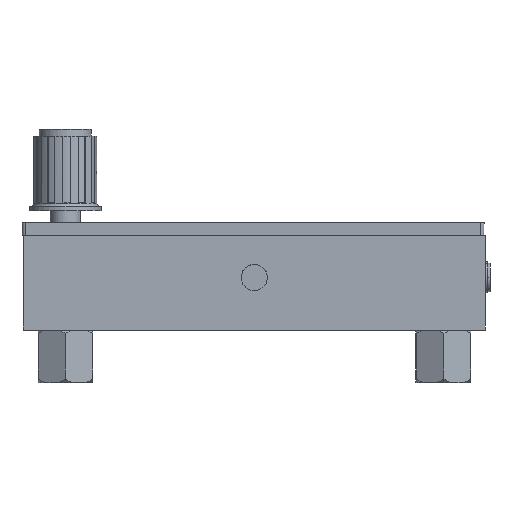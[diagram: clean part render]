
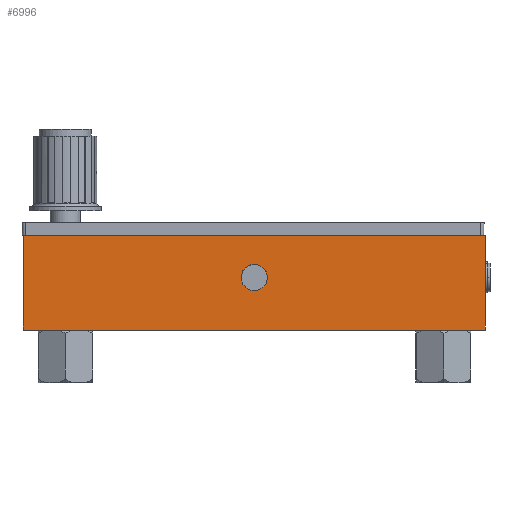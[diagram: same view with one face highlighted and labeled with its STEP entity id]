
A CAD part, left-side view. The second image highlights one B-rep face of the part: STEP entity #6996.
In plain terms, the highlighted planar face has unit normal (-1, 0, 0).
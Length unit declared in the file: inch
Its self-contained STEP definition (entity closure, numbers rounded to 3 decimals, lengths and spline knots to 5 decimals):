
#559 = ORIENTED_EDGE ( 'NONE', *, *, #6475, .T. ) ;
#868 = EDGE_LOOP ( 'NONE', ( #13255, #559 ) ) ;
#876 = ORIENTED_EDGE ( 'NONE', *, *, #3192, .F. ) ;
#898 = LINE ( 'NONE', #7960, #1505 ) ;
#1314 = VERTEX_POINT ( 'NONE', #3918 ) ;
#1505 = VECTOR ( 'NONE', #6613, 39.37008 ) ;
#1739 = PLANE ( 'NONE',  #8275 ) ;
#1783 = DIRECTION ( 'NONE',  ( 1., 0., 0. ) ) ;
#2059 = EDGE_CURVE ( 'NONE', #9224, #13779, #898, .T. ) ;
#2210 = CARTESIAN_POINT ( 'NONE',  ( -0.625, -2.75, -0.15625 ) ) ;
#3192 = EDGE_CURVE ( 'NONE', #13381, #13779, #16580, .T. ) ;
#3918 = CARTESIAN_POINT ( 'NONE',  ( -0.625, 0., -0.625 ) ) ;
#4134 = VECTOR ( 'NONE', #5096, 39.37008 ) ;
#4406 = ORIENTED_EDGE ( 'NONE', *, *, #14866, .F. ) ;
#4646 = LINE ( 'NONE', #16728, #10036 ) ;
#4736 = ORIENTED_EDGE ( 'NONE', *, *, #2059, .T. ) ;
#4780 = CARTESIAN_POINT ( 'NONE',  ( -0.625, -2.75, 0. ) ) ;
#5006 = AXIS2_PLACEMENT_3D ( 'NONE', #4780, #13967, #7676 ) ;
#5096 = DIRECTION ( 'NONE',  ( 0., -1., 0. ) ) ;
#5677 = CARTESIAN_POINT ( 'NONE',  ( -0.625, 0., -0.625 ) ) ;
#6475 = EDGE_CURVE ( 'NONE', #16493, #13078, #12319, .T. ) ;
#6613 = DIRECTION ( 'NONE',  ( 0., 0., 1. ) ) ;
#6996 = ADVANCED_FACE ( 'NONE', ( #13740, #11093 ), #1739, .F. ) ;
#7001 = DIRECTION ( 'NONE',  ( 0., -1., 0. ) ) ;
#7009 = DIRECTION ( 'NONE',  ( 0., 0., -1. ) ) ;
#7041 = EDGE_LOOP ( 'NONE', ( #4736, #876, #4406, #8724 ) ) ;
#7676 = DIRECTION ( 'NONE',  ( 0., 0., -1. ) ) ;
#7960 = CARTESIAN_POINT ( 'NONE',  ( -0.625, -5.5, -0.625 ) ) ;
#8015 = EDGE_CURVE ( 'NONE', #1314, #9224, #8184, .T. ) ;
#8184 = LINE ( 'NONE', #13446, #15891 ) ;
#8275 = AXIS2_PLACEMENT_3D ( 'NONE', #5677, #8301, #12205 ) ;
#8301 = DIRECTION ( 'NONE',  ( 1., 0., 0. ) ) ;
#8425 = AXIS2_PLACEMENT_3D ( 'NONE', #13454, #1783, #7009 ) ;
#8724 = ORIENTED_EDGE ( 'NONE', *, *, #8015, .T. ) ;
#9224 = VERTEX_POINT ( 'NONE', #12597 ) ;
#9928 = CARTESIAN_POINT ( 'NONE',  ( -0.625, -5.5, 0.5 ) ) ;
#9944 = CARTESIAN_POINT ( 'NONE',  ( -0.625, 0., 0.5 ) ) ;
#10036 = VECTOR ( 'NONE', #11445, 39.37008 ) ;
#10213 = EDGE_CURVE ( 'NONE', #13078, #16493, #13864, .T. ) ;
#11093 = FACE_OUTER_BOUND ( 'NONE', #7041, .T. ) ;
#11445 = DIRECTION ( 'NONE',  ( 0., 0., 1. ) ) ;
#12205 = DIRECTION ( 'NONE',  ( 0., 0., -1. ) ) ;
#12319 = CIRCLE ( 'NONE', #5006, 0.15625 ) ;
#12597 = CARTESIAN_POINT ( 'NONE',  ( -0.625, -5.5, -0.625 ) ) ;
#13078 = VERTEX_POINT ( 'NONE', #2210 ) ;
#13255 = ORIENTED_EDGE ( 'NONE', *, *, #10213, .T. ) ;
#13381 = VERTEX_POINT ( 'NONE', #9944 ) ;
#13446 = CARTESIAN_POINT ( 'NONE',  ( -0.625, 0., -0.625 ) ) ;
#13454 = CARTESIAN_POINT ( 'NONE',  ( -0.625, -2.75, 0. ) ) ;
#13740 = FACE_BOUND ( 'NONE', #868, .T. ) ;
#13779 = VERTEX_POINT ( 'NONE', #9928 ) ;
#13806 = CARTESIAN_POINT ( 'NONE',  ( -0.625, -2.75, 0.15625 ) ) ;
#13864 = CIRCLE ( 'NONE', #8425, 0.15625 ) ;
#13967 = DIRECTION ( 'NONE',  ( 1., 0., 0. ) ) ;
#14866 = EDGE_CURVE ( 'NONE', #1314, #13381, #4646, .T. ) ;
#15891 = VECTOR ( 'NONE', #7001, 39.37008 ) ;
#16493 = VERTEX_POINT ( 'NONE', #13806 ) ;
#16580 = LINE ( 'NONE', #16747, #4134 ) ;
#16728 = CARTESIAN_POINT ( 'NONE',  ( -0.625, 0., -0.625 ) ) ;
#16747 = CARTESIAN_POINT ( 'NONE',  ( -0.625, 0., 0.5 ) ) ;
